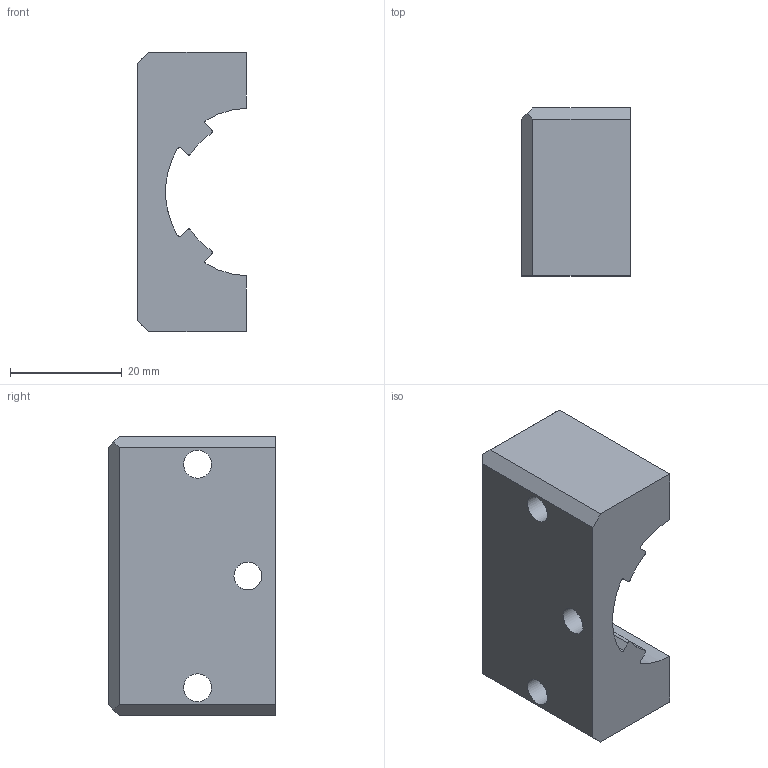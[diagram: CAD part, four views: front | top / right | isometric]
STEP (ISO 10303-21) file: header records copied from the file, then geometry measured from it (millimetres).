
FILE_DESCRIPTION(/* description */ (''),/* implementation_level */ '2;1');
FILE_NAME(/* name */ '2838fa76-a399-44bb-9041-c0cca4385e27.stp',/* time_stamp */ '2019-04-16T02:15:05+00:00',/* author */ (''),/* organization */ (''),/* preprocessor_version */ 'ST-DEVELOPER v18',/* originating_system */ 'Autodesk Translation Framework v8.2.0.1029',/* authorisation */ '');
FILE_SCHEMA (('AUTOMOTIVE_DESIGN { 1 0 10303 214 3 1 1 }'));
Length unit declared in the file: millimetre
Products named in the file (1): Fork Crown 2 clamps
Bounding box: 19.5 x 30 x 50 mm (x, y, z)
Volume: 18884.3 mm3; surface area: 6621.1 mm2
Topology: 1 solids, 1 shells, 32 faces, 91 edges, 61 vertices
Faces by surface type: plane 16, cylinder 16
Full cylindrical faces by diameter (mm): 5 x3
Entity records: 1118 total; most frequent: CARTESIAN_POINT 219, DIRECTION 186, ORIENTED_EDGE 182, EDGE_CURVE 91, AXIS2_PLACEMENT_3D 64, VERTEX_POINT 61, LINE 58, VECTOR 58
